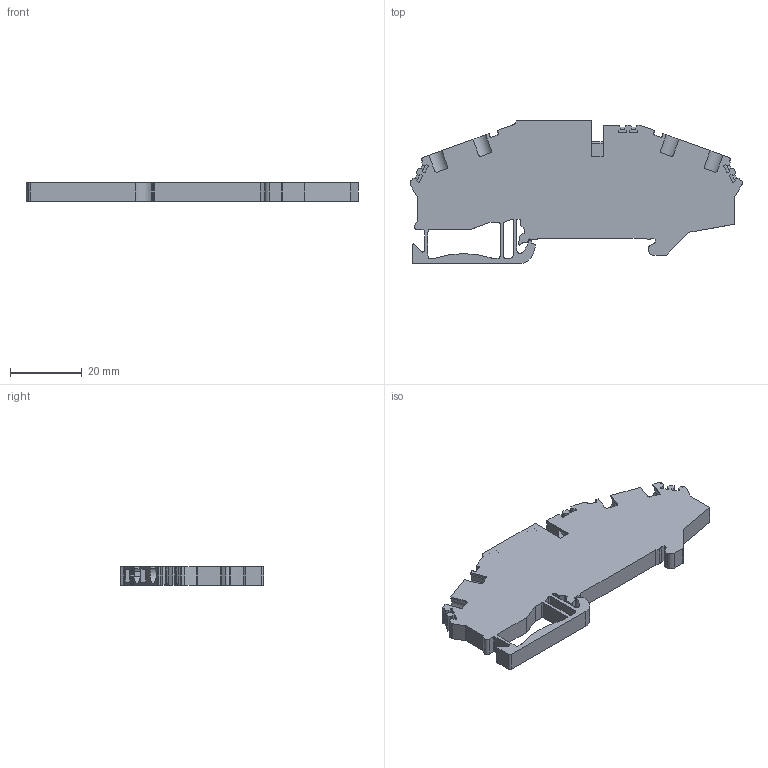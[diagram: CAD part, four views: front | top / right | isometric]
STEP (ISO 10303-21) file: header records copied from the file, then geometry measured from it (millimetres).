
FILE_DESCRIPTION(/* description */ (''),/* implementation_level */ '2;1');
FILE_NAME(/* name */ '3630_ZTRK25_4A_ZS_250_iso.stp',/* time_stamp */ '2011-08-04T14:32:53+02:00',/* author */ (''),/* organization */ (''),/* preprocessor_version */ 'ST-DEVELOPER v11',/* originating_system */ 'SIEMENS UGS NX 6.0',/* authorisation */ '');
FILE_SCHEMA (('CONFIG_CONTROL_DESIGN'));
Length unit declared in the file: millimetre
Products named in the file (1): 3630_ZTRK25_4A_ZS_250_iso
Bounding box: 92.42 x 39.9 x 5.1 mm (x, y, z)
Volume: 11484.8 mm3; surface area: 8390.2 mm2
Topology: 1 solids, 1 shells, 516 faces, 1529 edges, 1020 vertices
Faces by surface type: plane 343, cylinder 173
Full cylindrical faces by diameter (mm): 2.4 x2
Entity records: 17837 total; most frequent: CARTESIAN_POINT 3784, ORIENTED_EDGE 3050, DIRECTION 2789, EDGE_CURVE 1525, LINE 1143, VECTOR 1143, VERTEX_POINT 1018, AXIS2_PLACEMENT_3D 823
